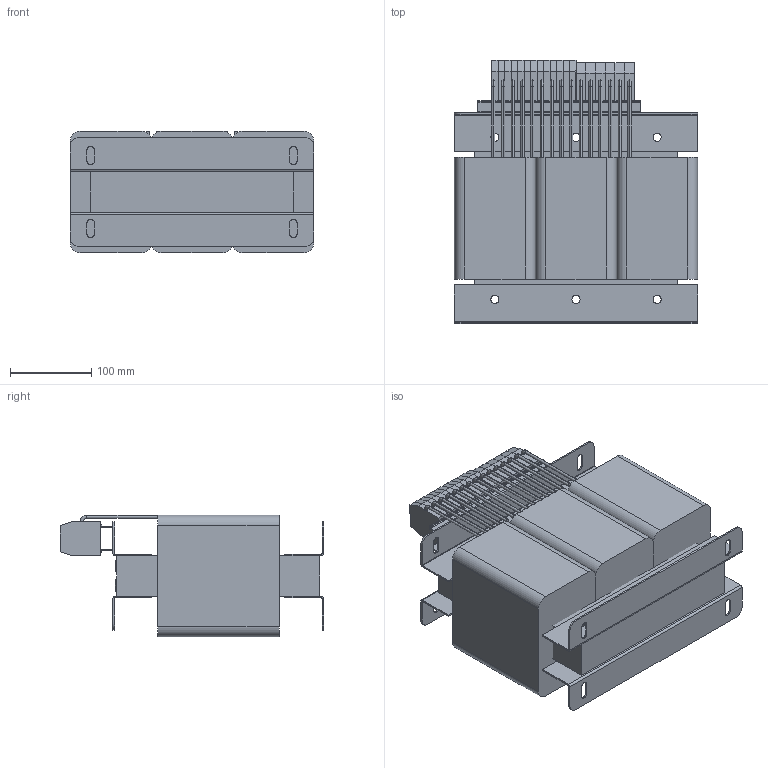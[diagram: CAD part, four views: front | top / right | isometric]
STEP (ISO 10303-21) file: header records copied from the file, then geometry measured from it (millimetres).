
FILE_DESCRIPTION (( 'STEP AP214' ), '1' );
FILE_NAME ('TT2204211.STEP', '2023-09-30T08:52:12', ( '' ), ( '' ), 'SwSTEP 2.0', 'SolidWorks 2021', '' );
FILE_SCHEMA (( 'AUTOMOTIVE_DESIGN' ));
Length unit declared in the file: millimetre
Products named in the file (9): guidaDin_15x200; Parte1^TT2204211; bobina3F_50x50; CaburCBC10; CaburCBC6; Angolare Italstampaggi col.50; Parte2^TT2204211; Nuclei3F_50x50; TT2204211
Assembly tree (44 placements, depth 2):
  TT2204211
    Nuclei3F_50x50
    bobina3F_50x50  x3
    Angolare Italstampaggi col.50  x4
    guidaDin_15x200
    CaburCBC10  x6
    Parte2^TT2204211
    CaburCBC6  x13
    Parte1^TT2204211  x15
Bounding box: 300 x 325 x 150 mm (x, y, z)
Volume: 9602009.8 mm3; surface area: 867324 mm2
Topology: 73 solids, 73 shells, 949 faces, 2303 edges, 1500 vertices
Faces by surface type: plane 603, bspline 166, cylinder 150, torus 30
Entity records: 25866 total; most frequent: CARTESIAN_POINT 12965, ORIENTED_EDGE 2726, DIRECTION 1977, EDGE_CURVE 1363, LINE 933, VECTOR 933, VERTEX_POINT 894, EDGE_LOOP 575
